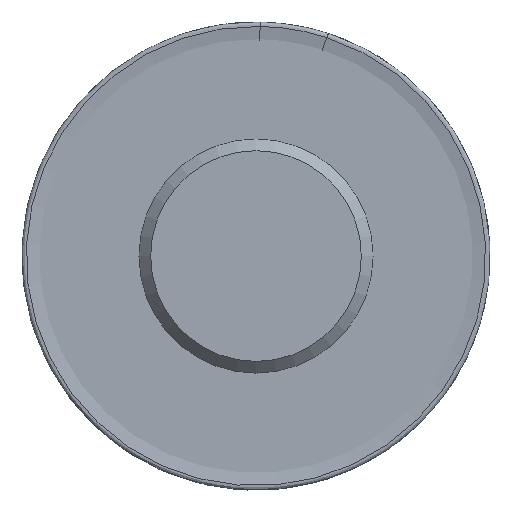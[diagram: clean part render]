
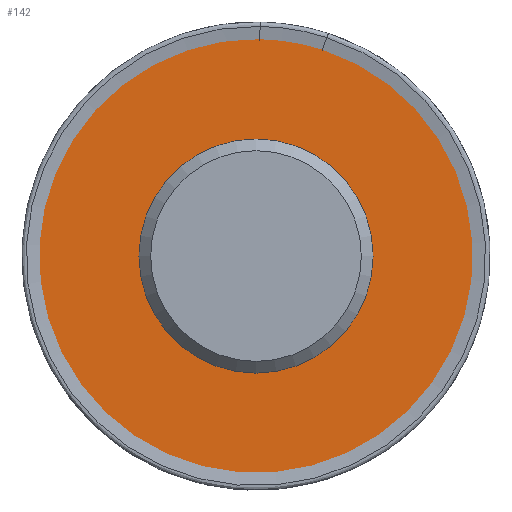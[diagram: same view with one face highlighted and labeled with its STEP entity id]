
A CAD part, left-side view. The second image highlights one B-rep face of the part: STEP entity #142.
In plain terms, the highlighted planar face has unit normal (-1, 0, 0).
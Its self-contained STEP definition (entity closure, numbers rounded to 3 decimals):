
#137=PLANE('',#515);
#142=ADVANCED_FACE('',(#178,#179),#137,.F.);
#178=FACE_BOUND('',#192,.T.);
#179=FACE_BOUND('',#193,.T.);
#192=EDGE_LOOP('',(#232));
#193=EDGE_LOOP('',(#233));
#232=ORIENTED_EDGE('',*,*,#400,.F.);
#233=ORIENTED_EDGE('',*,*,#398,.T.);
#358=VERTEX_POINT('',#702);
#360=VERTEX_POINT('',#707);
#398=EDGE_CURVE('',#358,#358,#462,.T.);
#400=EDGE_CURVE('',#360,#360,#464,.T.);
#462=CIRCLE('',#511,48.45);
#464=CIRCLE('',#514,25.);
#511=AXIS2_PLACEMENT_3D('',#701,#570,#571);
#514=AXIS2_PLACEMENT_3D('',#706,#576,#577);
#515=AXIS2_PLACEMENT_3D('',#708,#578,#579);
#570=DIRECTION('',(-1.,0.,0.));
#571=DIRECTION('',(0.,0.,1.));
#576=DIRECTION('',(-1.,0.,0.));
#577=DIRECTION('',(0.,0.,1.));
#578=DIRECTION('',(1.,0.,0.));
#579=DIRECTION('',(0.,0.,-1.));
#701=CARTESIAN_POINT('',(0.5,0.,0.));
#702=CARTESIAN_POINT('',(0.5,0.,48.45));
#706=CARTESIAN_POINT('',(0.5,0.,0.));
#707=CARTESIAN_POINT('',(0.5,0.,25.));
#708=CARTESIAN_POINT('',(0.5,25.,0.));
